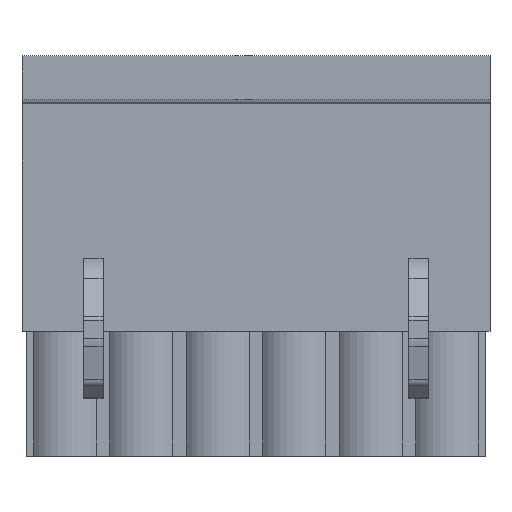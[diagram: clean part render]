
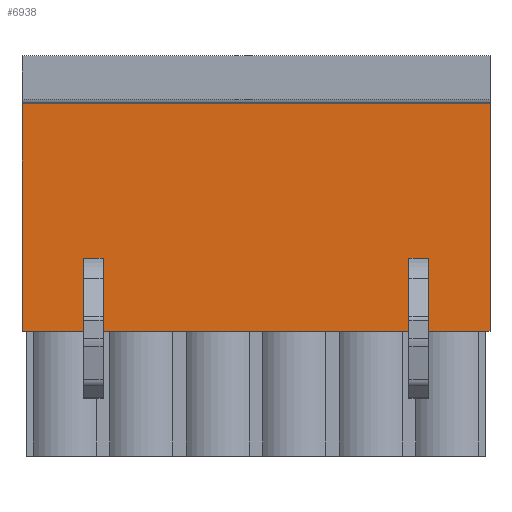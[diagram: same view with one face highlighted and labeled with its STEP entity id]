
A CAD part, top view. The second image highlights one B-rep face of the part: STEP entity #6938.
In plain terms, the highlighted planar face has unit normal (0, 0, 1).
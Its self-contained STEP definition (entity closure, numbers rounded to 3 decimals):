
#6=DIRECTION('',(0.,-1.,0.));
#7=VECTOR('',#6,15.1);
#8=CARTESIAN_POINT('',(0.,9.44,6.96));
#9=LINE('',#8,#7);
#195=DIRECTION('',(0.,-1.,0.));
#196=VECTOR('',#195,15.1);
#197=CARTESIAN_POINT('',(-31.1,9.44,6.96));
#198=LINE('',#197,#196);
#1359=DIRECTION('',(0.,1.,0.));
#1360=VECTOR('',#1359,4.844);
#1361=CARTESIAN_POINT('',(-27.01,-5.66,6.96));
#1362=LINE('',#1361,#1360);
#1363=DIRECTION('',(-1.,0.,0.));
#1364=VECTOR('',#1363,31.1);
#1365=CARTESIAN_POINT('',(0.,9.44,6.96));
#1366=LINE('',#1365,#1364);
#1367=DIRECTION('',(0.,1.,0.));
#1368=VECTOR('',#1367,4.844);
#1369=CARTESIAN_POINT('',(-4.09,-5.66,6.96));
#1370=LINE('',#1369,#1368);
#1371=DIRECTION('',(1.,0.,0.));
#1372=VECTOR('',#1371,1.3);
#1373=CARTESIAN_POINT('',(-5.39,-0.816,6.96));
#1374=LINE('',#1373,#1372);
#1375=DIRECTION('',(0.,1.,0.));
#1376=VECTOR('',#1375,4.844);
#1377=CARTESIAN_POINT('',(-5.39,-5.66,6.96));
#1378=LINE('',#1377,#1376);
#1379=DIRECTION('',(0.,1.,0.));
#1380=VECTOR('',#1379,4.844);
#1381=CARTESIAN_POINT('',(-25.71,-5.66,6.96));
#1382=LINE('',#1381,#1380);
#1383=DIRECTION('',(1.,0.,0.));
#1384=VECTOR('',#1383,1.3);
#1385=CARTESIAN_POINT('',(-27.01,-0.816,6.96));
#1386=LINE('',#1385,#1384);
#1685=DIRECTION('',(-1.,0.,0.));
#1686=VECTOR('',#1685,4.09);
#1687=CARTESIAN_POINT('',(-27.01,-5.66,6.96));
#1688=LINE('',#1687,#1686);
#1693=DIRECTION('',(-1.,0.,0.));
#1694=VECTOR('',#1693,20.32);
#1695=CARTESIAN_POINT('',(-5.39,-5.66,6.96));
#1696=LINE('',#1695,#1694);
#1701=DIRECTION('',(-1.,0.,0.));
#1702=VECTOR('',#1701,4.09);
#1703=CARTESIAN_POINT('',(0.,-5.66,6.96));
#1704=LINE('',#1703,#1702);
#4115=CARTESIAN_POINT('',(0.,9.44,6.96));
#4116=CARTESIAN_POINT('',(0.,-5.66,6.96));
#4117=VERTEX_POINT('',#4115);
#4118=VERTEX_POINT('',#4116);
#4153=CARTESIAN_POINT('',(-31.1,9.44,6.96));
#4154=CARTESIAN_POINT('',(-31.1,-5.66,6.96));
#4155=VERTEX_POINT('',#4153);
#4156=VERTEX_POINT('',#4154);
#5327=CARTESIAN_POINT('',(-4.09,-5.66,6.96));
#5328=CARTESIAN_POINT('',(-4.09,-0.816,6.96));
#5329=VERTEX_POINT('',#5327);
#5330=VERTEX_POINT('',#5328);
#5331=CARTESIAN_POINT('',(-5.39,-5.66,6.96));
#5332=CARTESIAN_POINT('',(-5.39,-0.816,6.96));
#5333=VERTEX_POINT('',#5331);
#5334=VERTEX_POINT('',#5332);
#5395=CARTESIAN_POINT('',(-27.01,-5.66,6.96));
#5396=VERTEX_POINT('',#5395);
#5397=CARTESIAN_POINT('',(-27.01,-0.816,6.96));
#5398=VERTEX_POINT('',#5397);
#5399=CARTESIAN_POINT('',(-25.71,-5.66,6.96));
#5400=VERTEX_POINT('',#5399);
#5401=CARTESIAN_POINT('',(-25.71,-0.816,6.96));
#5402=VERTEX_POINT('',#5401);
#6910=CARTESIAN_POINT('',(0.,9.44,6.96));
#6911=DIRECTION('',(0.,0.,1.));
#6912=DIRECTION('',(0.,-1.,0.));
#6913=AXIS2_PLACEMENT_3D('',#6910,#6911,#6912);
#6914=PLANE('',#6913);
#6916=ORIENTED_EDGE('',*,*,#6915,.F.);
#6918=ORIENTED_EDGE('',*,*,#6917,.T.);
#6919=ORIENTED_EDGE('',*,*,#5540,.F.);
#6920=ORIENTED_EDGE('',*,*,#6903,.F.);
#6921=ORIENTED_EDGE('',*,*,#5412,.T.);
#6923=ORIENTED_EDGE('',*,*,#6922,.T.);
#6925=ORIENTED_EDGE('',*,*,#6924,.T.);
#6927=ORIENTED_EDGE('',*,*,#6926,.F.);
#6929=ORIENTED_EDGE('',*,*,#6928,.F.);
#6931=ORIENTED_EDGE('',*,*,#6930,.T.);
#6933=ORIENTED_EDGE('',*,*,#6932,.T.);
#6935=ORIENTED_EDGE('',*,*,#6934,.F.);
#6936=EDGE_LOOP('',(#6916,#6918,#6919,#6920,#6921,#6923,#6925,#6927,#6929,#6931,
#6933,#6935));
#6937=FACE_OUTER_BOUND('',#6936,.F.);
#6938=ADVANCED_FACE('',(#6937),#6914,.T.);
#5412=EDGE_CURVE('',#4117,#4118,#9,.T.);
#5540=EDGE_CURVE('',#4155,#4156,#198,.T.);
#6903=EDGE_CURVE('',#4117,#4155,#1366,.T.);
#6915=EDGE_CURVE('',#5396,#5398,#1362,.T.);
#6917=EDGE_CURVE('',#5396,#4156,#1688,.T.);
#6922=EDGE_CURVE('',#4118,#5329,#1704,.T.);
#6924=EDGE_CURVE('',#5329,#5330,#1370,.T.);
#6926=EDGE_CURVE('',#5334,#5330,#1374,.T.);
#6928=EDGE_CURVE('',#5333,#5334,#1378,.T.);
#6930=EDGE_CURVE('',#5333,#5400,#1696,.T.);
#6932=EDGE_CURVE('',#5400,#5402,#1382,.T.);
#6934=EDGE_CURVE('',#5398,#5402,#1386,.T.);
